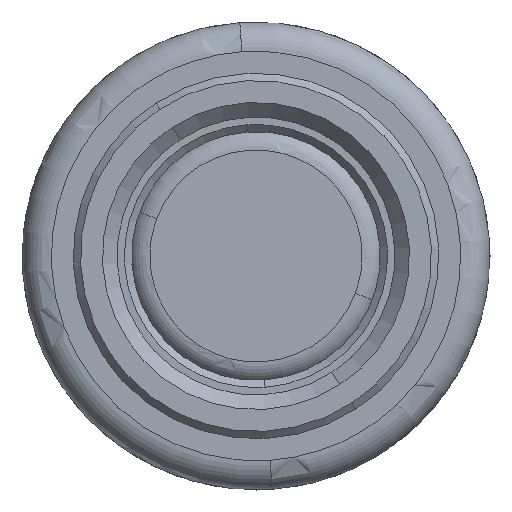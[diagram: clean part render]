
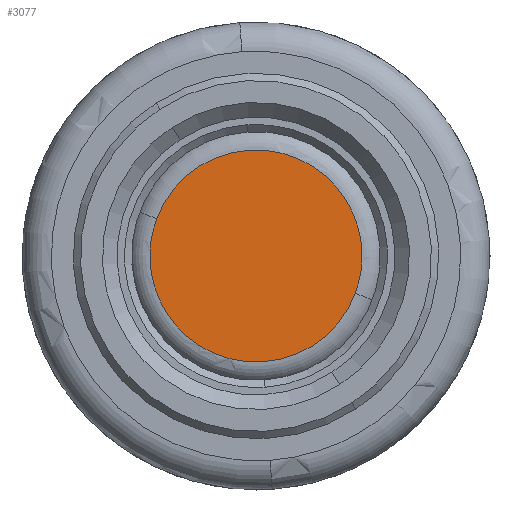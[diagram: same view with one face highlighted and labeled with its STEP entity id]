
A CAD part, front view. The second image highlights one B-rep face of the part: STEP entity #3077.
In plain terms, the highlighted planar face has unit normal (0, -1, 0).
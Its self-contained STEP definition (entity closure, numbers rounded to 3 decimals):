
#986=ORIENTED_EDGE('',*,*,#1808,.F.);
#987=ORIENTED_EDGE('',*,*,#1809,.F.);
#1808=EDGE_CURVE('',#2236,#2237,#2466,.T.);
#1809=EDGE_CURVE('',#2237,#2236,#2467,.T.);
#2236=VERTEX_POINT('',#7830);
#2237=VERTEX_POINT('',#7831);
#2466=(
BOUNDED_CURVE()
B_SPLINE_CURVE(3,(#7826,#7827,#7828,#7829),.UNSPECIFIED.,.F.,.F.)
B_SPLINE_CURVE_WITH_KNOTS((4,4),(0.,1.),.UNSPECIFIED.)
CURVE()
GEOMETRIC_REPRESENTATION_ITEM()
RATIONAL_B_SPLINE_CURVE((1.,0.333,0.333,1.))
REPRESENTATION_ITEM('')
);
#2467=(
BOUNDED_CURVE()
B_SPLINE_CURVE(3,(#7832,#7833,#7834,#7835),.UNSPECIFIED.,.F.,.F.)
B_SPLINE_CURVE_WITH_KNOTS((4,4),(0.,1.),.UNSPECIFIED.)
CURVE()
GEOMETRIC_REPRESENTATION_ITEM()
RATIONAL_B_SPLINE_CURVE((1.,0.333,0.333,1.))
REPRESENTATION_ITEM('')
);
#2543=EDGE_LOOP('',(#986,#987));
#2781=FACE_BOUND('',#2543,.T.);
#2975=PLANE('',#3434);
#3077=ADVANCED_FACE('',(#2781),#2975,.T.);
#3434=AXIS2_PLACEMENT_3D('',#7825,#4067,#4068);
#4067=DIRECTION('',(0.,-1.,0.));
#4068=DIRECTION('',(0.936,0.,-0.352));
#7825=CARTESIAN_POINT('',(3.076,-8.111,8.192));
#7826=CARTESIAN_POINT('',(-6.787,-8.111,2.548));
#7827=CARTESIAN_POINT('',(-1.69,-8.111,16.123));
#7828=CARTESIAN_POINT('',(11.884,-8.111,11.026));
#7829=CARTESIAN_POINT('',(6.787,-8.111,-2.548));
#7830=CARTESIAN_POINT('',(-6.787,-8.111,2.548));
#7831=CARTESIAN_POINT('',(6.787,-8.111,-2.548));
#7832=CARTESIAN_POINT('',(6.787,-8.111,-2.548));
#7833=CARTESIAN_POINT('',(1.69,-8.111,-16.123));
#7834=CARTESIAN_POINT('',(-11.884,-8.111,-11.026));
#7835=CARTESIAN_POINT('',(-6.787,-8.111,2.548));
